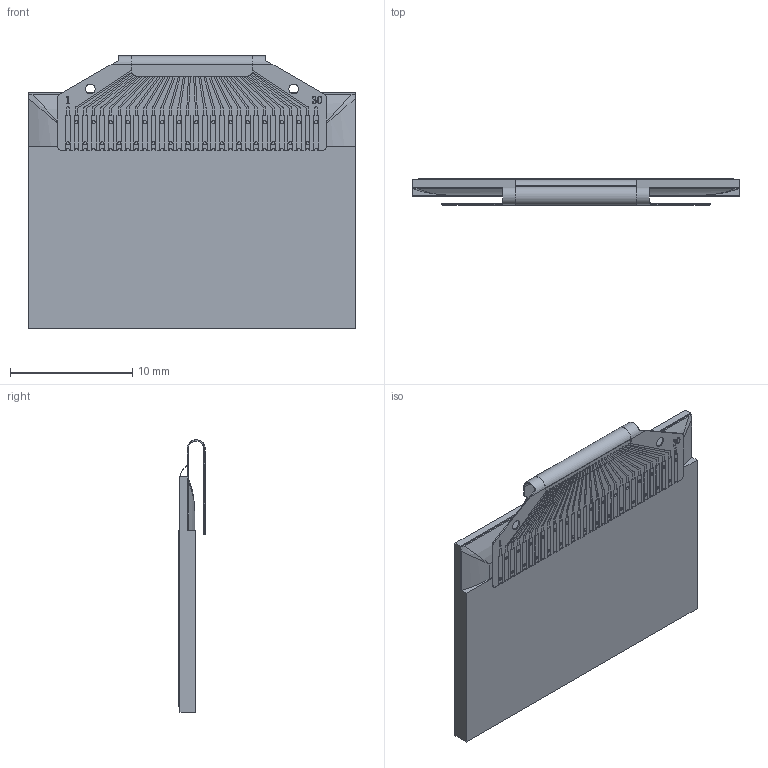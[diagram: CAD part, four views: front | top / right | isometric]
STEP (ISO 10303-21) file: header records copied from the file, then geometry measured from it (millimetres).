
FILE_DESCRIPTION (( 'STEP AP214' ), '1' );
FILE_NAME ('User Library-0.96OLED.STEP', '2022-04-08T21:48:10', ( '' ), ( '' ), 'SwSTEP 2.0', 'SolidWorks 2021', '' );
FILE_SCHEMA (( 'AUTOMOTIVE_DESIGN' ));
Length unit declared in the file: millimetre
Products named in the file (1): User Library-0.96OLED
Bounding box: 26.7 x 2.17 x 22.32 mm (x, y, z)
Volume: 740.5 mm3; surface area: 2529.4 mm2
Topology: 4 solids, 4 shells, 758 faces, 2221 edges, 1475 vertices
Faces by surface type: plane 491, cylinder 228, bspline 39
Entity records: 35465 total; most frequent: CARTESIAN_POINT 10454, ORIENTED_EDGE 4438, DIRECTION 2780, EDGE_CURVE 2219, VERTEX_POINT 1475, B_SPLINE_CURVE_WITH_KNOTS 1327, AXIS2_PLACEMENT_3D 1172, EDGE_LOOP 828
